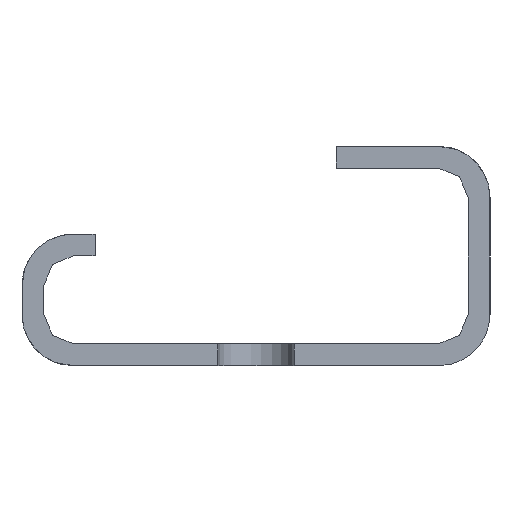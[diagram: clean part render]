
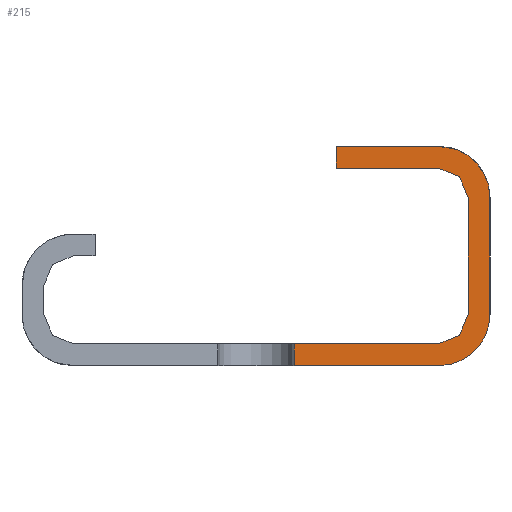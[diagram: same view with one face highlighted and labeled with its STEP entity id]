
A CAD part, left-side view. The second image highlights one B-rep face of the part: STEP entity #215.
In plain terms, the highlighted planar face has unit normal (-1, 0, 0).
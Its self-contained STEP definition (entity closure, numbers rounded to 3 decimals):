
#88=AXIS2_PLACEMENT_3D('Circle Axis2P3D',#86,#87,$) ;
#115=AXIS2_PLACEMENT_3D('Plane Axis2P3D',#112,#113,#114) ;
#81=CARTESIAN_POINT('Vertex',(0.,0.,3.5)) ;
#86=CARTESIAN_POINT('Axis2P3D Location',(0.,3.5,3.5)) ;
#90=CARTESIAN_POINT('Vertex',(0.,3.5,0.)) ;
#112=CARTESIAN_POINT('Axis2P3D Location',(0.,0.,0.)) ;
#117=CARTESIAN_POINT('Line Origine',(0.,16.,0.)) ;
#121=CARTESIAN_POINT('Vertex',(0.,13.4,0.)) ;
#124=CARTESIAN_POINT('Line Origine',(0.,0.,7.5)) ;
#128=CARTESIAN_POINT('Vertex',(0.,0.,11.5)) ;
#132=CARTESIAN_POINT('Control Point',(0.,3.5,15.)) ;
#133=CARTESIAN_POINT('Control Point',(0.,2.4,15.)) ;
#134=CARTESIAN_POINT('Control Point',(0.,1.3,14.569)) ;
#135=CARTESIAN_POINT('Control Point',(0.,0.431,13.7)) ;
#136=CARTESIAN_POINT('Control Point',(0.,0.,12.6)) ;
#137=CARTESIAN_POINT('Control Point',(0.,0.,11.5)) ;
#138=CARTESIAN_POINT('Vertex',(0.,3.5,15.)) ;
#141=CARTESIAN_POINT('Line Origine',(0.,16.,15.)) ;
#145=CARTESIAN_POINT('Vertex',(0.,10.5,15.)) ;
#148=CARTESIAN_POINT('Line Origine',(0.,10.5,7.5)) ;
#152=CARTESIAN_POINT('Vertex',(0.,10.5,13.5)) ;
#155=CARTESIAN_POINT('Line Origine',(0.,16.,13.5)) ;
#159=CARTESIAN_POINT('Vertex',(0.,3.5,13.5)) ;
#163=CARTESIAN_POINT('Control Point',(0.,3.5,13.5)) ;
#164=CARTESIAN_POINT('Control Point',(0.,2.872,13.5)) ;
#165=CARTESIAN_POINT('Control Point',(0.,2.243,13.254)) ;
#166=CARTESIAN_POINT('Control Point',(0.,1.746,12.757)) ;
#167=CARTESIAN_POINT('Control Point',(0.,1.5,12.128)) ;
#168=CARTESIAN_POINT('Control Point',(0.,1.5,11.5)) ;
#169=CARTESIAN_POINT('Vertex',(0.,1.5,11.5)) ;
#172=CARTESIAN_POINT('Line Origine',(0.,1.5,7.5)) ;
#176=CARTESIAN_POINT('Vertex',(0.,1.5,3.5)) ;
#180=CARTESIAN_POINT('Control Point',(0.,1.5,3.5)) ;
#181=CARTESIAN_POINT('Control Point',(0.,1.5,2.872)) ;
#182=CARTESIAN_POINT('Control Point',(0.,1.746,2.243)) ;
#183=CARTESIAN_POINT('Control Point',(0.,2.243,1.746)) ;
#184=CARTESIAN_POINT('Control Point',(0.,2.872,1.5)) ;
#185=CARTESIAN_POINT('Control Point',(0.,3.5,1.5)) ;
#186=CARTESIAN_POINT('Vertex',(0.,3.5,1.5)) ;
#189=CARTESIAN_POINT('Line Origine',(0.,16.,1.5)) ;
#193=CARTESIAN_POINT('Vertex',(0.,13.4,1.5)) ;
#196=CARTESIAN_POINT('Line Origine',(0.,13.4,7.5)) ;
#87=DIRECTION('Axis2P3D Direction',(1.,0.,0.)) ;
#113=DIRECTION('Axis2P3D Direction',(1.,0.,0.)) ;
#114=DIRECTION('Axis2P3D XDirection',(0.,1.,0.)) ;
#118=DIRECTION('Vector Direction',(0.,1.,0.)) ;
#125=DIRECTION('Vector Direction',(0.,0.,1.)) ;
#142=DIRECTION('Vector Direction',(0.,1.,0.)) ;
#149=DIRECTION('Vector Direction',(0.,0.,1.)) ;
#156=DIRECTION('Vector Direction',(0.,1.,0.)) ;
#173=DIRECTION('Vector Direction',(0.,0.,1.)) ;
#190=DIRECTION('Vector Direction',(0.,1.,0.)) ;
#197=DIRECTION('Vector Direction',(0.,0.,1.)) ;
#119=VECTOR('Line Direction',#118,1.) ;
#126=VECTOR('Line Direction',#125,1.) ;
#143=VECTOR('Line Direction',#142,1.) ;
#150=VECTOR('Line Direction',#149,1.) ;
#157=VECTOR('Line Direction',#156,1.) ;
#174=VECTOR('Line Direction',#173,1.) ;
#191=VECTOR('Line Direction',#190,1.) ;
#198=VECTOR('Line Direction',#197,1.) ;
#202=ORIENTED_EDGE('',*,*,#123,.F.) ;
#203=ORIENTED_EDGE('',*,*,#92,.F.) ;
#204=ORIENTED_EDGE('',*,*,#130,.F.) ;
#205=ORIENTED_EDGE('',*,*,#140,.F.) ;
#206=ORIENTED_EDGE('',*,*,#147,.F.) ;
#207=ORIENTED_EDGE('',*,*,#154,.F.) ;
#208=ORIENTED_EDGE('',*,*,#161,.F.) ;
#209=ORIENTED_EDGE('',*,*,#171,.T.) ;
#210=ORIENTED_EDGE('',*,*,#178,.F.) ;
#211=ORIENTED_EDGE('',*,*,#188,.T.) ;
#212=ORIENTED_EDGE('',*,*,#195,.T.) ;
#213=ORIENTED_EDGE('',*,*,#200,.T.) ;
#215=ADVANCED_FACE('K\X2\00F6\X0\rper.3',(#214),#116,.F.) ;
#131=B_SPLINE_CURVE_WITH_KNOTS('',5,(#132,#133,#134,#135,#136,#137),.UNSPECIFIED.,.F.,.U.,(6,6),(5.498,10.996),.UNSPECIFIED.) ;
#162=B_SPLINE_CURVE_WITH_KNOTS('',5,(#163,#164,#165,#166,#167,#168),.UNSPECIFIED.,.F.,.U.,(6,6),(3.142,6.283),.UNSPECIFIED.) ;
#179=B_SPLINE_CURVE_WITH_KNOTS('',5,(#180,#181,#182,#183,#184,#185),.UNSPECIFIED.,.F.,.U.,(6,6),(6.283,9.425),.UNSPECIFIED.) ;
#89=CIRCLE('generated circle',#88,3.5) ;
#92=EDGE_CURVE('',#82,#91,#89,.T.) ;
#123=EDGE_CURVE('',#91,#122,#120,.T.) ;
#130=EDGE_CURVE('',#129,#82,#127,.F.) ;
#140=EDGE_CURVE('',#139,#129,#131,.T.) ;
#147=EDGE_CURVE('',#146,#139,#144,.F.) ;
#154=EDGE_CURVE('',#153,#146,#151,.T.) ;
#161=EDGE_CURVE('',#160,#153,#158,.T.) ;
#171=EDGE_CURVE('',#160,#170,#162,.T.) ;
#178=EDGE_CURVE('',#177,#170,#175,.T.) ;
#188=EDGE_CURVE('',#177,#187,#179,.T.) ;
#195=EDGE_CURVE('',#187,#194,#192,.T.) ;
#200=EDGE_CURVE('',#194,#122,#199,.F.) ;
#201=EDGE_LOOP('',(#202,#203,#204,#205,#206,#207,#208,#209,#210,#211,#212,#213)) ;
#214=FACE_OUTER_BOUND('',#201,.T.) ;
#120=LINE('Line',#117,#119) ;
#127=LINE('Line',#124,#126) ;
#144=LINE('Line',#141,#143) ;
#151=LINE('Line',#148,#150) ;
#158=LINE('Line',#155,#157) ;
#175=LINE('Line',#172,#174) ;
#192=LINE('Line',#189,#191) ;
#199=LINE('Line',#196,#198) ;
#116=PLANE('',#115) ;
#82=VERTEX_POINT('',#81) ;
#91=VERTEX_POINT('',#90) ;
#122=VERTEX_POINT('',#121) ;
#129=VERTEX_POINT('',#128) ;
#139=VERTEX_POINT('',#138) ;
#146=VERTEX_POINT('',#145) ;
#153=VERTEX_POINT('',#152) ;
#160=VERTEX_POINT('',#159) ;
#170=VERTEX_POINT('',#169) ;
#177=VERTEX_POINT('',#176) ;
#187=VERTEX_POINT('',#186) ;
#194=VERTEX_POINT('',#193) ;
